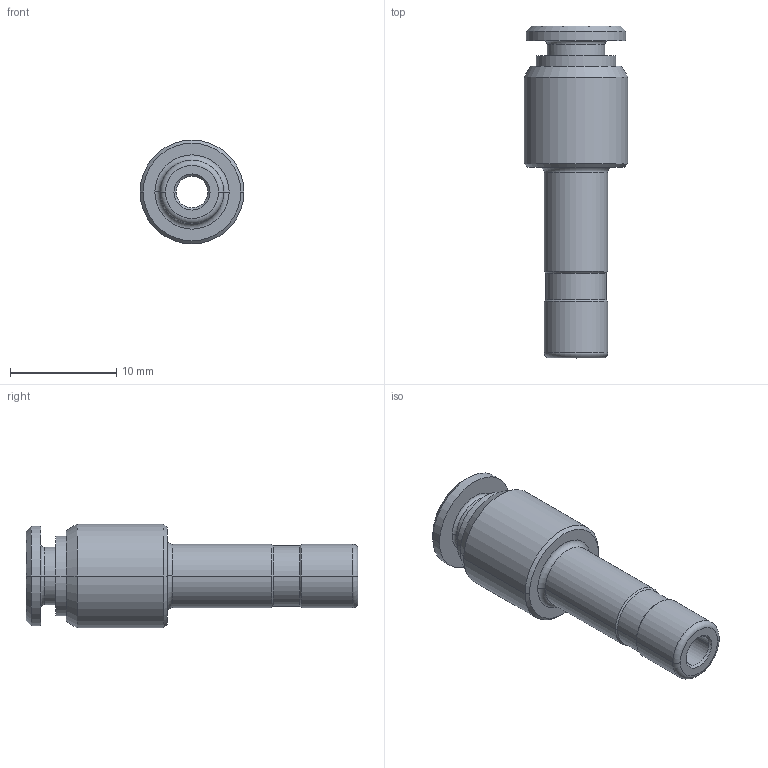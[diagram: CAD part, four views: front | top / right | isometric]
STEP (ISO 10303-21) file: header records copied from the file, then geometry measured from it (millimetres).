
FILE_DESCRIPTION(( 'MXM.25.04.06.stp' ), '1');
FILE_NAME( 'MXM.25.04.06.stp', '2018-08-24T14:34:44',( 'Sopra'),('sopra-pneumatic.com'), 'SwSTEP 2.0','SolidWorks 2009','' );
FILE_SCHEMA(('CONFIG_CONTROL_DESIGN'));
Length unit declared in the file: millimetre
Products named in the file (1): 383652B_947X4-4FF-D6
Bounding box: 9.8 x 31.3 x 9.8 mm (x, y, z)
Volume: 1047.7 mm3; surface area: 1337.3 mm2
Topology: 1 solids, 1 shells, 62 faces, 136 edges, 80 vertices
Faces by surface type: cylinder 22, cone 20, plane 12, torus 8
Entity records: 1762 total; most frequent: DIRECTION 332, CARTESIAN_POINT 298, ORIENTED_EDGE 272, AXIS2_PLACEMENT_3D 138, EDGE_CURVE 136, VERTEX_POINT 80, CIRCLE 76, EDGE_LOOP 72
